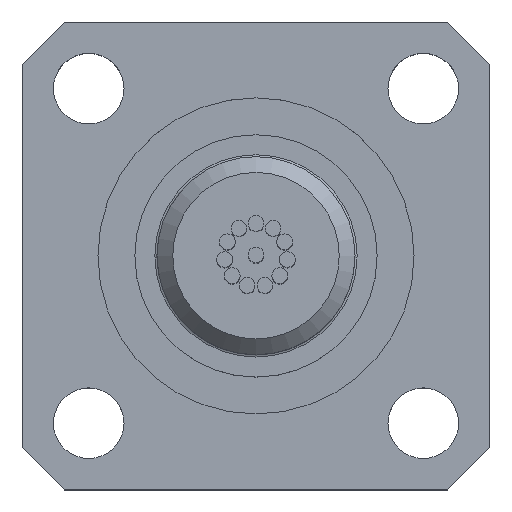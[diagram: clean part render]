
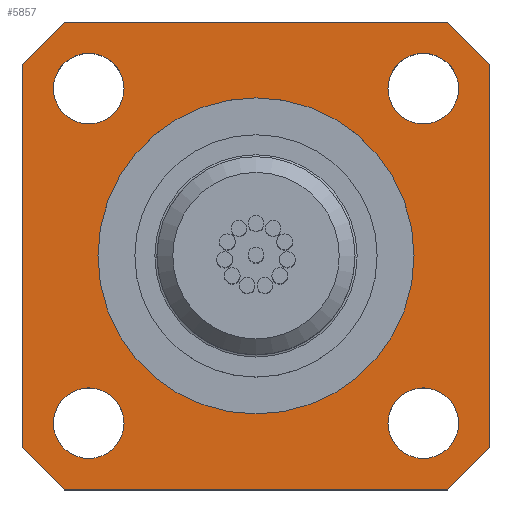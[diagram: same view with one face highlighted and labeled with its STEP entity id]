
A CAD part, top view. The second image highlights one B-rep face of the part: STEP entity #5857.
In plain terms, the highlighted planar face has unit normal (0, 0, 1).
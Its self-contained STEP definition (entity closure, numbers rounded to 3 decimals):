
#70=CIRCLE($,#6092,15.);
#71=CIRCLE($,#6093,3.35);
#72=CIRCLE($,#6094,3.35);
#73=CIRCLE($,#6095,3.35);
#74=CIRCLE($,#6096,3.35);
#782=FACE_OUTER_BOUND($,#1266,.T.);
#904=FACE_BOUND($,#1267,.T.);
#905=FACE_BOUND($,#1268,.T.);
#906=FACE_BOUND($,#1269,.T.);
#907=FACE_BOUND($,#1270,.T.);
#908=FACE_BOUND($,#1271,.T.);
#1266=EDGE_LOOP($,(#5169,#5170,#5171,#5172,#5173,#5174,#5175,#5176));
#1267=EDGE_LOOP($,(#5177));
#1268=EDGE_LOOP($,(#5178));
#1269=EDGE_LOOP($,(#5179));
#1270=EDGE_LOOP($,(#5180));
#1271=EDGE_LOOP($,(#5181));
#1848=LINE($,#10757,#2319);
#1854=LINE($,#10768,#2325);
#1861=LINE($,#10794,#2332);
#1864=LINE($,#10799,#2335);
#1866=LINE($,#10803,#2337);
#1868=LINE($,#10807,#2339);
#1870=LINE($,#10810,#2341);
#1871=LINE($,#10811,#2342);
#2319=VECTOR($,#6945,5.657);
#2325=VECTOR($,#6953,36.4);
#2332=VECTOR($,#6974,5.657);
#2335=VECTOR($,#6979,36.4);
#2337=VECTOR($,#6983,5.657);
#2339=VECTOR($,#6987,5.657);
#2341=VECTOR($,#6991,36.4);
#2342=VECTOR($,#6992,36.4);
#2827=VERTEX_POINT($,#10755);
#2828=VERTEX_POINT($,#10756);
#2832=VERTEX_POINT($,#10766);
#2843=VERTEX_POINT($,#10792);
#2844=VERTEX_POINT($,#10793);
#2845=VERTEX_POINT($,#10798);
#2846=VERTEX_POINT($,#10802);
#2847=VERTEX_POINT($,#10806);
#2848=VERTEX_POINT($,#10812);
#2849=VERTEX_POINT($,#10814);
#2850=VERTEX_POINT($,#10816);
#2851=VERTEX_POINT($,#10818);
#2852=VERTEX_POINT($,#10820);
#3625=EDGE_CURVE($,#2827,#2828,#1848,.T.);
#3631=EDGE_CURVE($,#2832,#2827,#1854,.T.);
#3643=EDGE_CURVE($,#2843,#2844,#1861,.T.);
#3646=EDGE_CURVE($,#2844,#2845,#1864,.T.);
#3648=EDGE_CURVE($,#2845,#2846,#1866,.T.);
#3650=EDGE_CURVE($,#2847,#2832,#1868,.T.);
#3652=EDGE_CURVE($,#2846,#2847,#1870,.T.);
#3653=EDGE_CURVE($,#2828,#2843,#1871,.T.);
#3654=EDGE_CURVE($,#2848,#2848,#70,.T.);
#3655=EDGE_CURVE($,#2849,#2849,#71,.T.);
#3656=EDGE_CURVE($,#2850,#2850,#72,.T.);
#3657=EDGE_CURVE($,#2851,#2851,#73,.T.);
#3658=EDGE_CURVE($,#2852,#2852,#74,.T.);
#5169=ORIENTED_EDGE($,*,*,#3625,.F.);
#5170=ORIENTED_EDGE($,*,*,#3631,.F.);
#5171=ORIENTED_EDGE($,*,*,#3650,.F.);
#5172=ORIENTED_EDGE($,*,*,#3652,.F.);
#5173=ORIENTED_EDGE($,*,*,#3648,.F.);
#5174=ORIENTED_EDGE($,*,*,#3646,.F.);
#5175=ORIENTED_EDGE($,*,*,#3643,.F.);
#5176=ORIENTED_EDGE($,*,*,#3653,.F.);
#5177=ORIENTED_EDGE($,*,*,#3654,.T.);
#5178=ORIENTED_EDGE($,*,*,#3655,.T.);
#5179=ORIENTED_EDGE($,*,*,#3656,.T.);
#5180=ORIENTED_EDGE($,*,*,#3657,.T.);
#5181=ORIENTED_EDGE($,*,*,#3658,.T.);
#5490=PLANE($,#6091);
#5857=ADVANCED_FACE($,(#782,#904,#905,#906,#907,#908),#5490,.T.);
#6091=AXIS2_PLACEMENT_3D($,#10809,#6989,#6990);
#6092=AXIS2_PLACEMENT_3D($,#10813,#6993,#6994);
#6093=AXIS2_PLACEMENT_3D($,#10815,#6995,#6996);
#6094=AXIS2_PLACEMENT_3D($,#10817,#6997,#6998);
#6095=AXIS2_PLACEMENT_3D($,#10819,#6999,#7000);
#6096=AXIS2_PLACEMENT_3D($,#10821,#7001,#7002);
#6945=DIRECTION($,(0.707,0.707,0.));
#6953=DIRECTION($,(0.,1.,0.));
#6974=DIRECTION($,(0.707,-0.707,0.));
#6979=DIRECTION($,(0.,-1.,0.));
#6983=DIRECTION($,(-0.707,-0.707,0.));
#6987=DIRECTION($,(-0.707,0.707,0.));
#6989=DIRECTION('center_axis',(0.,0.,1.));
#6990=DIRECTION('ref_axis',(1.,0.,0.));
#6991=DIRECTION($,(-1.,0.,0.));
#6992=DIRECTION($,(1.,0.,0.));
#6993=DIRECTION('center_axis',(0.,0.,-1.));
#6994=DIRECTION('ref_axis',(-1.,0.,0.));
#6995=DIRECTION('center_axis',(0.,0.,-1.));
#6996=DIRECTION('ref_axis',(1.,0.,0.));
#6997=DIRECTION('center_axis',(0.,0.,-1.));
#6998=DIRECTION('ref_axis',(0.,1.,0.));
#6999=DIRECTION('center_axis',(0.,0.,-1.));
#7000=DIRECTION('ref_axis',(-1.,0.,0.));
#7001=DIRECTION('center_axis',(0.,0.,-1.));
#7002=DIRECTION('ref_axis',(0.,-1.,0.));
#10755=CARTESIAN_POINT('',(-22.2,18.2,9.5));
#10756=CARTESIAN_POINT('',(-18.2,22.2,9.5));
#10757=CARTESIAN_POINT($,(-20.2,20.2,9.5));
#10766=CARTESIAN_POINT('',(-22.2,-18.2,9.5));
#10768=CARTESIAN_POINT($,(-22.2,-22.2,9.5));
#10792=CARTESIAN_POINT('',(18.2,22.2,9.5));
#10793=CARTESIAN_POINT('',(22.2,18.2,9.5));
#10794=CARTESIAN_POINT($,(20.2,20.2,9.5));
#10798=CARTESIAN_POINT('',(22.2,-18.2,9.5));
#10799=CARTESIAN_POINT($,(22.2,22.2,9.5));
#10802=CARTESIAN_POINT('',(18.2,-22.2,9.5));
#10803=CARTESIAN_POINT($,(20.2,-20.2,9.5));
#10806=CARTESIAN_POINT('',(-18.2,-22.2,9.5));
#10807=CARTESIAN_POINT($,(-20.2,-20.2,9.5));
#10809=CARTESIAN_POINT('Origin',(0.,0.,9.5));
#10810=CARTESIAN_POINT($,(22.2,-22.2,9.5));
#10811=CARTESIAN_POINT($,(-22.2,22.2,9.5));
#10812=CARTESIAN_POINT('',(15.,0.,9.5));
#10813=CARTESIAN_POINT('Origin',(0.,0.,9.5));
#10814=CARTESIAN_POINT('',(12.525,15.875,9.5));
#10815=CARTESIAN_POINT('Origin',(15.875,15.875,9.5));
#10816=CARTESIAN_POINT('',(-15.875,12.525,9.5));
#10817=CARTESIAN_POINT('Origin',(-15.875,15.875,9.5));
#10818=CARTESIAN_POINT('',(-12.525,-15.875,9.5));
#10819=CARTESIAN_POINT('Origin',(-15.875,-15.875,9.5));
#10820=CARTESIAN_POINT('',(15.875,-12.525,9.5));
#10821=CARTESIAN_POINT('Origin',(15.875,-15.875,9.5));
